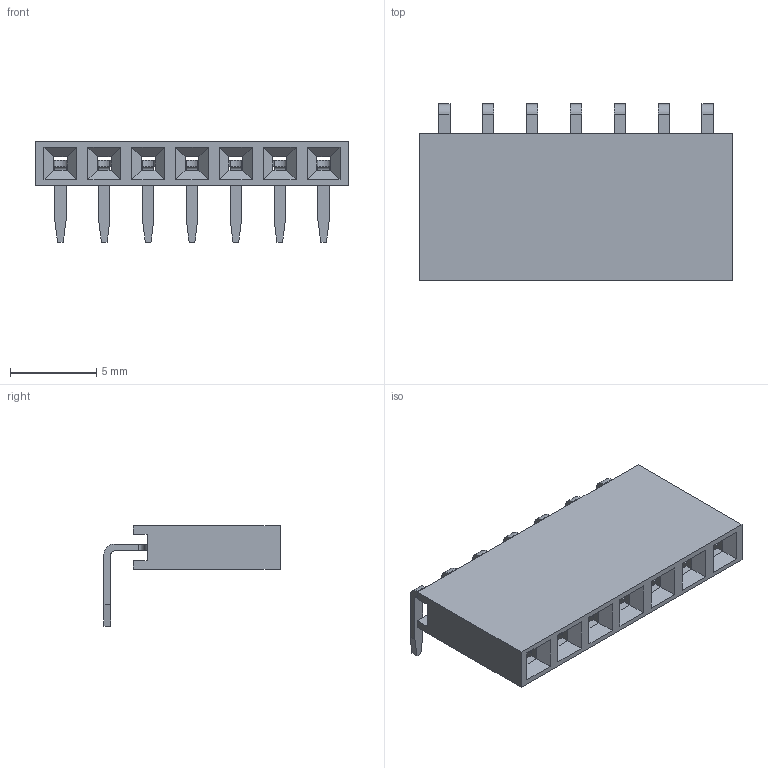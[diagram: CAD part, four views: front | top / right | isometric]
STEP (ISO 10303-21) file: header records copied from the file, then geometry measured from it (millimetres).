
FILE_DESCRIPTION(('STEP AP214'), '1');
FILE_NAME('DS1024-1x5RF1', '2016-04-20T20:58:26', ('Nobody'), (''), 'ASCON STEP Converter 1.3', 'ASCON Math Kernel', '');
FILE_SCHEMA(('AUTOMOTIVE_DESIGN { 1 0 10303 214 3 1 1}'));
Length unit declared in the file: millimetre
Bounding box: 18.08 x 10.2 x 5.8 mm (x, y, z)
Volume: 292.2 mm3; surface area: 1077.3 mm2
Topology: 8 solids, 8 shells, 367 faces, 1046 edges, 688 vertices
Faces by surface type: plane 276, cylinder 91
Entity records: 14888 total; most frequent: CARTESIAN_POINT 2102, ORIENTED_EDGE 2092, DIRECTION 1964, EDGE_CURVE 1046, LINE 864, VECTOR 864, VERTEX_POINT 688, AXIS2_PLACEMENT_3D 550
